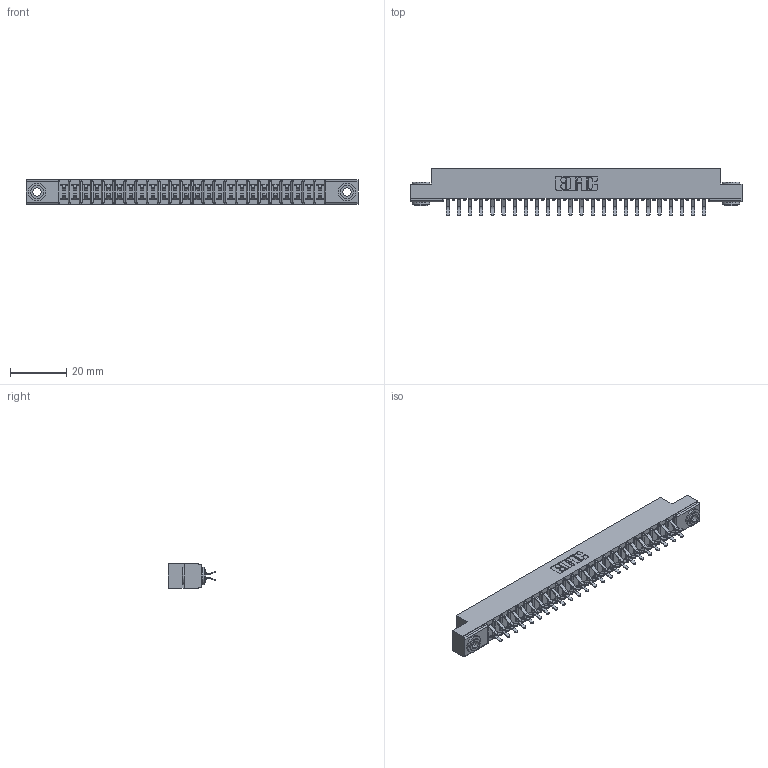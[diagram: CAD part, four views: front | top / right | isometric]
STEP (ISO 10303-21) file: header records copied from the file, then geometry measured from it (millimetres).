
FILE_DESCRIPTION (( 'STEP AP203' ), '1' );
FILE_NAME ('357-048-556-203.STEP', '2019-09-18T09:58:51', ( '' ), ( '' ), 'SwSTEP 2.0', 'SolidWorks 2016', '' );
FILE_SCHEMA (( 'CONFIG_CONTROL_DESIGN' ));
Length unit declared in the file: inch
Products named in the file (4): 345-250-002_345-250-002-102; 307-290-001_556; 307 Part_.156 Dia Mounting Holes; 357-048-556-203
Assembly tree (51 placements, depth 2):
  357-048-556-203
    307 Part_.156 Dia Mounting Holes
    307-290-001_556  x48
    345-250-002_345-250-002-102  x2
Bounding box: 118.11 x 16.97 x 8.71 mm (x, y, z)
Volume: 7718 mm3; surface area: 13935.5 mm2
Topology: 51 solids, 51 shells, 2595 faces, 7251 edges, 4698 vertices
Faces by surface type: plane 1678, cylinder 859, sphere 50, cone 8
Entity records: 24731 total; most frequent: CARTESIAN_POINT 4033, ORIENTED_EDGE 3986, DIRECTION 3973, EDGE_CURVE 1993, LINE 1513, VECTOR 1513, VERTEX_POINT 1290, AXIS2_PLACEMENT_3D 1230
